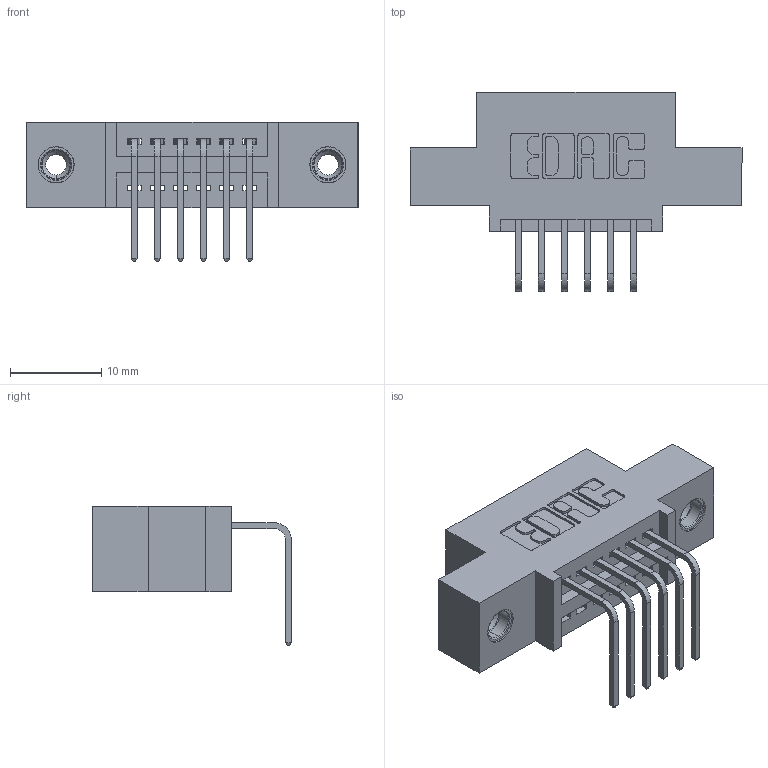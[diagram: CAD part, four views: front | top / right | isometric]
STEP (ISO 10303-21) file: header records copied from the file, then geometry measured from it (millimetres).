
FILE_DESCRIPTION (( 'STEP AP203' ), '1' );
FILE_NAME ('345-006-558-408.STEP', '2019-10-10T10:53:07', ( '' ), ( '' ), 'SwSTEP 2.0', 'SolidWorks 2016', '' );
FILE_SCHEMA (( 'CONFIG_CONTROL_DESIGN' ));
Length unit declared in the file: inch
Products named in the file (4): 345 Part_0.110 Offset - 0.156 Dia-TI; 345-292-001_558 Tail - 2; 345-250-001_345-250-003-102; 345-006-558-408
Assembly tree (9 placements, depth 2):
  345-006-558-408
    345 Part_0.110 Offset - 0.156 Dia-TI
    345-292-001_558 Tail - 2  x6
    345-250-001_345-250-003-102  x2
Bounding box: 36.45 x 21.83 x 15.37 mm (x, y, z)
Volume: 3107.2 mm3; surface area: 3858.4 mm2
Topology: 9 solids, 9 shells, 550 faces, 1581 edges, 1038 vertices
Faces by surface type: plane 368, cylinder 166, cone 12, torus 4
Entity records: 10764 total; most frequent: CARTESIAN_POINT 1849, ORIENTED_EDGE 1782, DIRECTION 1693, EDGE_CURVE 891, VECTOR 715, LINE 715, VERTEX_POINT 588, AXIS2_PLACEMENT_3D 489
